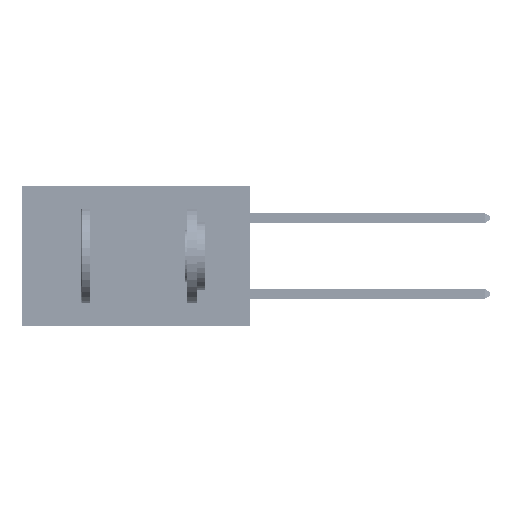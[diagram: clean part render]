
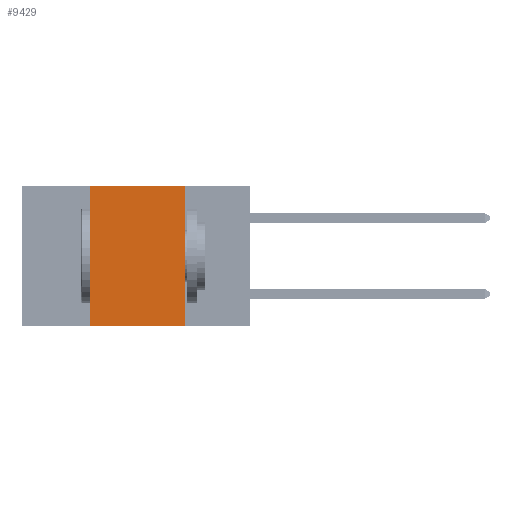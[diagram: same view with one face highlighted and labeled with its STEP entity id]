
A CAD part, left-side view. The second image highlights one B-rep face of the part: STEP entity #9429.
In plain terms, the highlighted planar face has unit normal (-1, 0, 0).
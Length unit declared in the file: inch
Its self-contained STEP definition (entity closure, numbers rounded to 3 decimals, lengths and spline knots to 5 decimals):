
#96 = CARTESIAN_POINT ( 'NONE',  ( 0., 0.6, 0. ) ) ;
#5719 = CARTESIAN_POINT ( 'NONE',  ( 0., 0.42, 0. ) ) ;
#6821 = VECTOR ( 'NONE', #43204, 39.37008 ) ;
#7065 = DIRECTION ( 'NONE',  ( 0., -1., 0. ) ) ;
#7809 = CARTESIAN_POINT ( 'NONE',  ( 0., 0.42, -0.37 ) ) ;
#7850 = VERTEX_POINT ( 'NONE', #43962 ) ;
#8527 = VERTEX_POINT ( 'NONE', #5719 ) ;
#8561 = DIRECTION ( 'NONE',  ( 0., 0., -1. ) ) ;
#8902 = CARTESIAN_POINT ( 'NONE',  ( 0., 0.6, -0.37 ) ) ;
#9429 = ADVANCED_FACE ( 'NONE', ( #26730 ), #33642, .F. ) ;
#9590 = CARTESIAN_POINT ( 'NONE',  ( 0., 0.17, 0. ) ) ;
#9805 = EDGE_CURVE ( 'NONE', #7850, #36649, #26684, .T. ) ;
#11347 = CARTESIAN_POINT ( 'NONE',  ( 0., 0.6, 0. ) ) ;
#11511 = EDGE_CURVE ( 'NONE', #8527, #7850, #15415, .T. ) ;
#15415 = LINE ( 'NONE', #96, #24190 ) ;
#15493 = VECTOR ( 'NONE', #31040, 39.37008 ) ;
#17797 = EDGE_LOOP ( 'NONE', ( #28437, #42509, #34970, #41170 ) ) ;
#17827 = LINE ( 'NONE', #8902, #15493 ) ;
#24190 = VECTOR ( 'NONE', #7065, 39.37008 ) ;
#26684 = LINE ( 'NONE', #9590, #6821 ) ;
#26730 = FACE_OUTER_BOUND ( 'NONE', #17797, .T. ) ;
#27349 = CARTESIAN_POINT ( 'NONE',  ( 0., 0.17, -0.37 ) ) ;
#27639 = CARTESIAN_POINT ( 'NONE',  ( 0., 0.42, 0. ) ) ;
#28437 = ORIENTED_EDGE ( 'NONE', *, *, #9805, .F. ) ;
#29019 = VECTOR ( 'NONE', #46258, 39.37008 ) ;
#31040 = DIRECTION ( 'NONE',  ( 0., -1., 0. ) ) ;
#33642 = PLANE ( 'NONE',  #43164 ) ;
#33997 = EDGE_CURVE ( 'NONE', #41216, #8527, #34848, .T. ) ;
#34848 = LINE ( 'NONE', #27639, #29019 ) ;
#34970 = ORIENTED_EDGE ( 'NONE', *, *, #33997, .F. ) ;
#36649 = VERTEX_POINT ( 'NONE', #27349 ) ;
#37353 = DIRECTION ( 'NONE',  ( 1., 0., 0. ) ) ;
#40117 = EDGE_CURVE ( 'NONE', #41216, #36649, #17827, .T. ) ;
#41170 = ORIENTED_EDGE ( 'NONE', *, *, #40117, .T. ) ;
#41216 = VERTEX_POINT ( 'NONE', #7809 ) ;
#42509 = ORIENTED_EDGE ( 'NONE', *, *, #11511, .F. ) ;
#43164 = AXIS2_PLACEMENT_3D ( 'NONE', #11347, #37353, #8561 ) ;
#43204 = DIRECTION ( 'NONE',  ( 0., 0., -1. ) ) ;
#43962 = CARTESIAN_POINT ( 'NONE',  ( 0., 0.17, 0. ) ) ;
#46258 = DIRECTION ( 'NONE',  ( 0., 0., 1. ) ) ;
